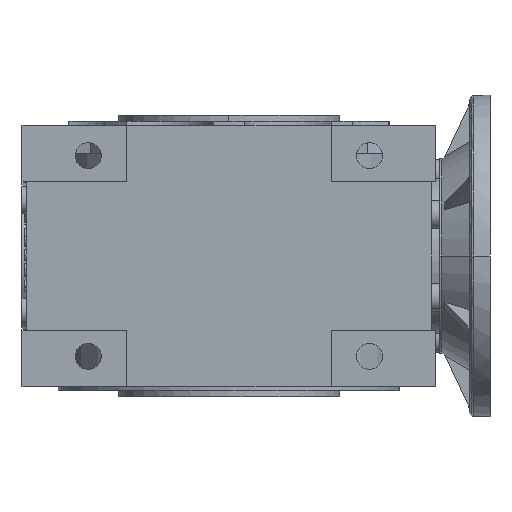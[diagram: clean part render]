
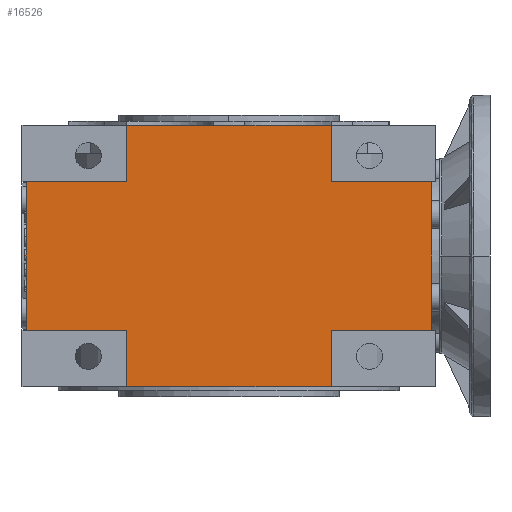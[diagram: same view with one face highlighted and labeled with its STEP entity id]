
A CAD part, front view. The second image highlights one B-rep face of the part: STEP entity #16526.
In plain terms, the highlighted planar face has unit normal (0, -1, 0).
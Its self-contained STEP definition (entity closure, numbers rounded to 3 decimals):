
#13 = CARTESIAN_POINT ( 'NONE',  ( -101., -101., -37. ) ) ;
#14 = DIRECTION ( 'NONE',  ( 0., 0., -1. ) ) ;
#15 = VECTOR ( 'NONE', #14, 1000. ) ;
#16 = CARTESIAN_POINT ( 'NONE',  ( -51., -101., -37. ) ) ;
#20 = LINE ( 'NONE', #16, #15 ) ;
#60 = CARTESIAN_POINT ( 'NONE',  ( 51., -101., 37. ) ) ;
#88 = DIRECTION ( 'NONE',  ( 0., 0., -1. ) ) ;
#89 = DIRECTION ( 'NONE',  ( 0., -1., 0. ) ) ;
#90 = CARTESIAN_POINT ( 'NONE',  ( -116.623, -101., -37. ) ) ;
#91 = AXIS2_PLACEMENT_3D ( 'NONE', #90, #89, #88 ) ;
#92 = PLANE ( 'NONE',  #91 ) ;
#94 = FACE_OUTER_BOUND ( 'NONE', #16527, .T. ) ;
#458 = CARTESIAN_POINT ( 'NONE',  ( -101., -101., 37. ) ) ;
#459 = DIRECTION ( 'NONE',  ( 0., 0., -1. ) ) ;
#460 = VECTOR ( 'NONE', #459, 1000. ) ;
#461 = CARTESIAN_POINT ( 'NONE',  ( -101., -101., -37. ) ) ;
#462 = LINE ( 'NONE', #461, #460 ) ;
#590 = DIRECTION ( 'NONE',  ( 0., 0., 1. ) ) ;
#591 = VECTOR ( 'NONE', #590, 1000. ) ;
#592 = CARTESIAN_POINT ( 'NONE',  ( 101., -101., -37. ) ) ;
#593 = LINE ( 'NONE', #592, #591 ) ;
#4558 = DIRECTION ( 'NONE',  ( 1., 0., 0. ) ) ;
#4559 = VECTOR ( 'NONE', #4558, 1000. ) ;
#4560 = CARTESIAN_POINT ( 'NONE',  ( -103., -101., 65. ) ) ;
#4561 = LINE ( 'NONE', #4560, #4559 ) ;
#4562 = CARTESIAN_POINT ( 'NONE',  ( 51., -101., 65. ) ) ;
#4563 = DIRECTION ( 'NONE',  ( 0., 0., 1. ) ) ;
#4564 = VECTOR ( 'NONE', #4563, 1000. ) ;
#4565 = CARTESIAN_POINT ( 'NONE',  ( 51., -101., 81.519 ) ) ;
#4566 = LINE ( 'NONE', #4565, #4564 ) ;
#4775 = CARTESIAN_POINT ( 'NONE',  ( -51., -101., 65. ) ) ;
#15928 = VERTEX_POINT ( 'NONE', #30831 ) ;
#15930 = EDGE_CURVE ( 'NONE', #16507, #15928, #30830, .T. ) ;
#15936 = EDGE_CURVE ( 'NONE', #15937, #16725, #31043, .T. ) ;
#15937 = VERTEX_POINT ( 'NONE', #31145 ) ;
#16165 = EDGE_CURVE ( 'NONE', #16166, #16465, #31443, .T. ) ;
#16166 = VERTEX_POINT ( 'NONE', #31439 ) ;
#16182 = EDGE_CURVE ( 'NONE', #16183, #16292, #31422, .T. ) ;
#16183 = VERTEX_POINT ( 'NONE', #31418 ) ;
#16231 = VERTEX_POINT ( 'NONE', #31395 ) ;
#16243 = EDGE_CURVE ( 'NONE', #16231, #16183, #31258, .T. ) ;
#16292 = VERTEX_POINT ( 'NONE', #31536 ) ;
#16297 = VERTEX_POINT ( 'NONE', #31531 ) ;
#16299 = EDGE_CURVE ( 'NONE', #15928, #16297, #31530, .T. ) ;
#16359 = EDGE_CURVE ( 'NONE', #16297, #16231, #31643, .T. ) ;
#16465 = VERTEX_POINT ( 'NONE', #60 ) ;
#16500 = ORIENTED_EDGE ( 'NONE', *, *, #16724, .T. ) ;
#16501 = ORIENTED_EDGE ( 'NONE', *, *, #15930, .T. ) ;
#16502 = ORIENTED_EDGE ( 'NONE', *, *, #16299, .T. ) ;
#16506 = EDGE_CURVE ( 'NONE', #16624, #15937, #20, .T. ) ;
#16507 = VERTEX_POINT ( 'NONE', #13 ) ;
#16526 = ADVANCED_FACE ( 'NONE', ( #94 ), #92, .T. ) ;
#16527 = EDGE_LOOP ( 'NONE', ( #16528, #16529, #16530, #16531, #16672, #16673, #16679, #16670, #16671, #16500, #16501, #16502 ) ) ;
#16528 = ORIENTED_EDGE ( 'NONE', *, *, #16359, .T. ) ;
#16529 = ORIENTED_EDGE ( 'NONE', *, *, #16243, .T. ) ;
#16530 = ORIENTED_EDGE ( 'NONE', *, *, #16182, .T. ) ;
#16531 = ORIENTED_EDGE ( 'NONE', *, *, #16775, .T. ) ;
#16624 = VERTEX_POINT ( 'NONE', #4775 ) ;
#16670 = ORIENTED_EDGE ( 'NONE', *, *, #16506, .T. ) ;
#16671 = ORIENTED_EDGE ( 'NONE', *, *, #15936, .T. ) ;
#16672 = ORIENTED_EDGE ( 'NONE', *, *, #16165, .T. ) ;
#16673 = ORIENTED_EDGE ( 'NONE', *, *, #16677, .T. ) ;
#16677 = EDGE_CURVE ( 'NONE', #16465, #16678, #4566, .T. ) ;
#16678 = VERTEX_POINT ( 'NONE', #4562 ) ;
#16679 = ORIENTED_EDGE ( 'NONE', *, *, #16680, .F. ) ;
#16680 = EDGE_CURVE ( 'NONE', #16624, #16678, #4561, .T. ) ;
#16724 = EDGE_CURVE ( 'NONE', #16725, #16507, #462, .T. ) ;
#16725 = VERTEX_POINT ( 'NONE', #458 ) ;
#16775 = EDGE_CURVE ( 'NONE', #16292, #16166, #593, .T. ) ;
#30827 = DIRECTION ( 'NONE',  ( 1., 0., 0. ) ) ;
#30828 = VECTOR ( 'NONE', #30827, 1000. ) ;
#30829 = CARTESIAN_POINT ( 'NONE',  ( -116.623, -101., -37. ) ) ;
#30830 = LINE ( 'NONE', #30829, #30828 ) ;
#30831 = CARTESIAN_POINT ( 'NONE',  ( -51., -101., -37. ) ) ;
#31041 = VECTOR ( 'NONE', #31146, 1000. ) ;
#31042 = CARTESIAN_POINT ( 'NONE',  ( -116.623, -101., 37. ) ) ;
#31043 = LINE ( 'NONE', #31042, #31041 ) ;
#31145 = CARTESIAN_POINT ( 'NONE',  ( -51., -101., 37. ) ) ;
#31146 = DIRECTION ( 'NONE',  ( -1., 0., 0. ) ) ;
#31252 = DIRECTION ( 'NONE',  ( 0., 0., 1. ) ) ;
#31253 = VECTOR ( 'NONE', #31252, 1000. ) ;
#31254 = CARTESIAN_POINT ( 'NONE',  ( 51., -101., -37. ) ) ;
#31258 = LINE ( 'NONE', #31254, #31253 ) ;
#31395 = CARTESIAN_POINT ( 'NONE',  ( 51., -101., -65. ) ) ;
#31418 = CARTESIAN_POINT ( 'NONE',  ( 51., -101., -37. ) ) ;
#31419 = DIRECTION ( 'NONE',  ( 1., 0., 0. ) ) ;
#31420 = VECTOR ( 'NONE', #31419, 1000. ) ;
#31421 = CARTESIAN_POINT ( 'NONE',  ( -116.623, -101., -37. ) ) ;
#31422 = LINE ( 'NONE', #31421, #31420 ) ;
#31439 = CARTESIAN_POINT ( 'NONE',  ( 101., -101., 37. ) ) ;
#31440 = DIRECTION ( 'NONE',  ( -1., 0., 0. ) ) ;
#31441 = VECTOR ( 'NONE', #31440, 1000. ) ;
#31442 = CARTESIAN_POINT ( 'NONE',  ( -116.623, -101., 37. ) ) ;
#31443 = LINE ( 'NONE', #31442, #31441 ) ;
#31527 = DIRECTION ( 'NONE',  ( 0., 0., -1. ) ) ;
#31528 = VECTOR ( 'NONE', #31527, 1000. ) ;
#31529 = CARTESIAN_POINT ( 'NONE',  ( -51., -101., -37. ) ) ;
#31530 = LINE ( 'NONE', #31529, #31528 ) ;
#31531 = CARTESIAN_POINT ( 'NONE',  ( -51., -101., -65. ) ) ;
#31536 = CARTESIAN_POINT ( 'NONE',  ( 101., -101., -37. ) ) ;
#31640 = DIRECTION ( 'NONE',  ( 1., 0., 0. ) ) ;
#31641 = VECTOR ( 'NONE', #31640, 1000. ) ;
#31642 = CARTESIAN_POINT ( 'NONE',  ( -116.623, -101., -65. ) ) ;
#31643 = LINE ( 'NONE', #31642, #31641 ) ;
